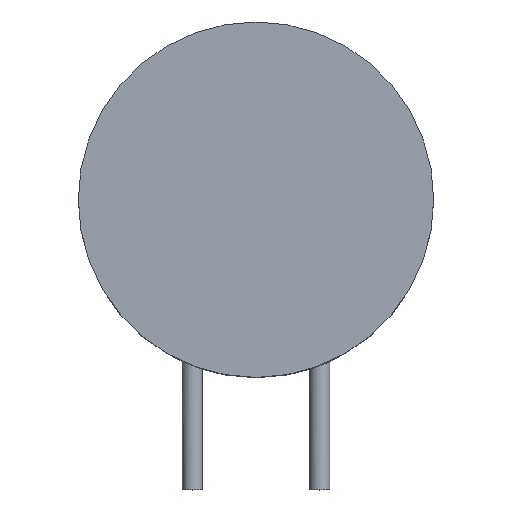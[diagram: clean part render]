
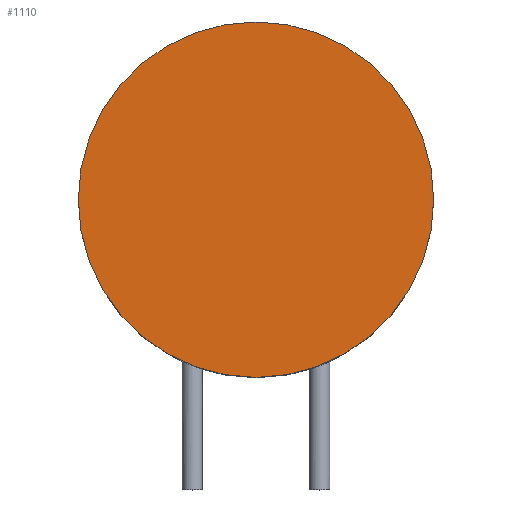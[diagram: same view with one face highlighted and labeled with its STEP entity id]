
A CAD part, top view. The second image highlights one B-rep face of the part: STEP entity #1110.
In plain terms, the highlighted planar face has unit normal (0, 0, 1).
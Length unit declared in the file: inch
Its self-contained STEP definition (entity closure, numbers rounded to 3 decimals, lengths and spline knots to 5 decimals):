
#7 = AXIS2_PLACEMENT_3D ( 'NONE', #477, #666, #755 ) ;
#106 = ORIENTED_EDGE ( 'NONE', *, *, #771, .T. ) ;
#144 = FACE_OUTER_BOUND ( 'NONE', #180, .T. ) ;
#150 = CARTESIAN_POINT ( 'NONE',  ( -0.2374, 0.2374, 0. ) ) ;
#180 = EDGE_LOOP ( 'NONE', ( #106, #545 ) ) ;
#362 = DIRECTION ( 'NONE',  ( 1., 0., 0. ) ) ;
#449 = DIRECTION ( 'NONE',  ( 0., 0., 1. ) ) ;
#469 = EDGE_CURVE ( 'NONE', #620, #1063, #861, .T. ) ;
#477 = CARTESIAN_POINT ( 'NONE',  ( -0.2374, 0.2374, 0. ) ) ;
#545 = ORIENTED_EDGE ( 'NONE', *, *, #469, .T. ) ;
#620 = VERTEX_POINT ( 'NONE', #968 ) ;
#629 = DIRECTION ( 'NONE',  ( 1., 0., 0. ) ) ;
#649 = AXIS2_PLACEMENT_3D ( 'NONE', #1187, #449, #362 ) ;
#652 = PLANE ( 'NONE',  #649 ) ;
#665 = CIRCLE ( 'NONE', #701, 0.2374 ) ;
#666 = DIRECTION ( 'NONE',  ( 0., 0., 1. ) ) ;
#701 = AXIS2_PLACEMENT_3D ( 'NONE', #150, #1082, #629 ) ;
#755 = DIRECTION ( 'NONE',  ( 1., 0., 0. ) ) ;
#771 = EDGE_CURVE ( 'NONE', #1063, #620, #665, .T. ) ;
#861 = CIRCLE ( 'NONE', #7, 0.2374 ) ;
#968 = CARTESIAN_POINT ( 'NONE',  ( -0.4748, 0.2374, 0. ) ) ;
#1063 = VERTEX_POINT ( 'NONE', #1176 ) ;
#1082 = DIRECTION ( 'NONE',  ( 0., 0., 1. ) ) ;
#1110 = ADVANCED_FACE ( 'NONE', ( #144 ), #652, .T. ) ;
#1176 = CARTESIAN_POINT ( 'NONE',  ( 0., 0.2374, 0. ) ) ;
#1187 = CARTESIAN_POINT ( 'NONE',  ( -0.2374, 0.2374, 0. ) ) ;
